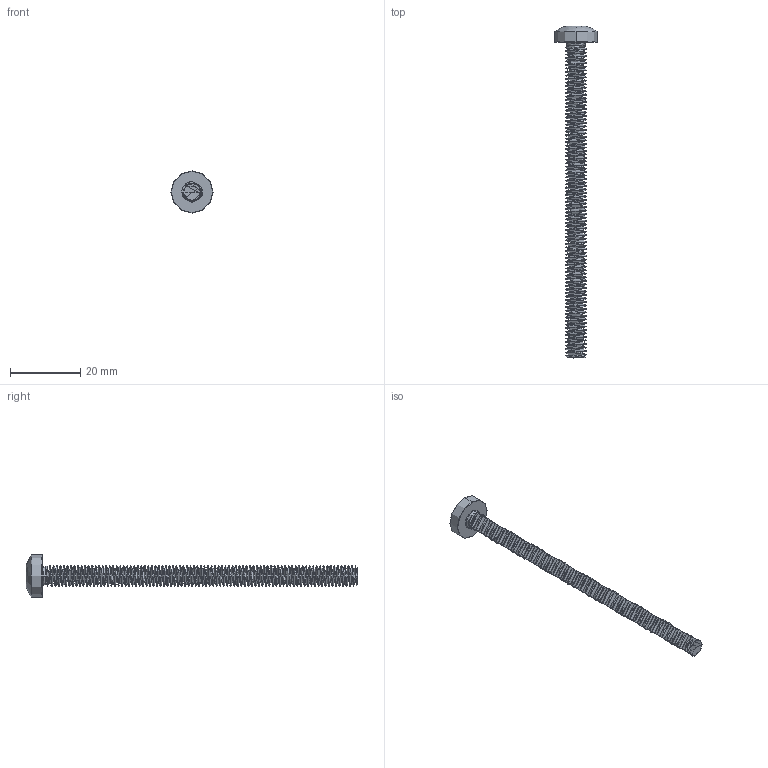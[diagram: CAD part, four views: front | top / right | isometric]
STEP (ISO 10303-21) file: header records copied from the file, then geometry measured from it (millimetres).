
FILE_DESCRIPTION (( 'STEP AP203' ), '1' );
FILE_NAME ('STM390600900.STEP', '2020-12-23T18:56:16', ( '' ), ( '' ), 'SwSTEP 2.0', 'SolidWorks 2015', '' );
FILE_SCHEMA (( 'CONFIG_CONTROL_DESIGN' ));
Length unit declared in the file: millimetre
Products named in the file (2): STM390600900
Bounding box: 12 x 94.6 x 12 mm (x, y, z)
Volume: 2454.6 mm3; surface area: 2931.7 mm2
Topology: 1 solids, 1 shells, 250 faces, 710 edges, 464 vertices
Faces by surface type: cylinder 199, bspline 18, torus 13, cone 13, sphere 4, plane 3
Entity records: 60662 total; most frequent: CARTESIAN_POINT 55306, ORIENTED_EDGE 1404, DIRECTION 798, EDGE_CURVE 702, VERTEX_POINT 458, AXIS2_PLACEMENT_3D 295, EDGE_LOOP 250, ADVANCED_FACE 248
